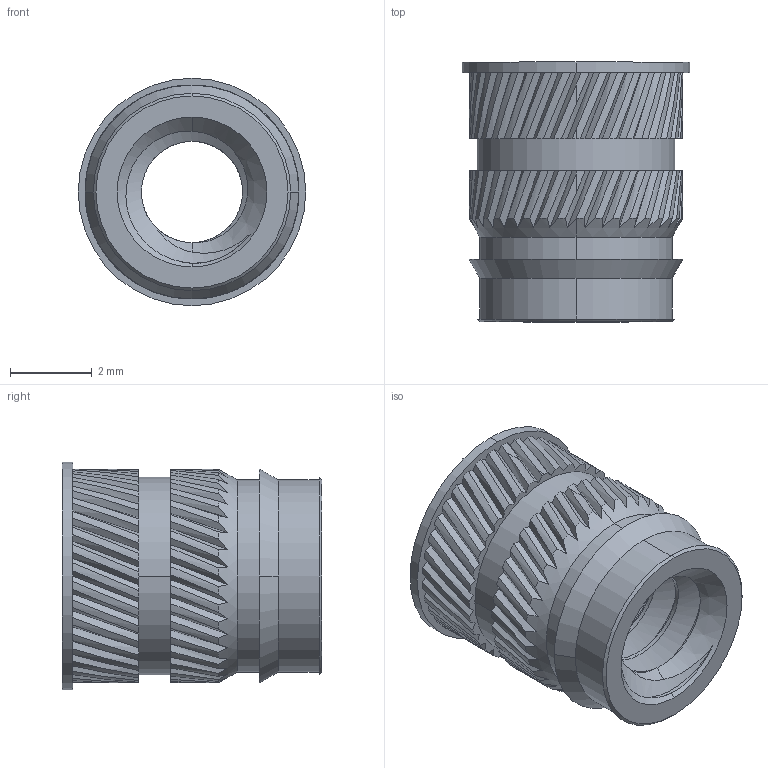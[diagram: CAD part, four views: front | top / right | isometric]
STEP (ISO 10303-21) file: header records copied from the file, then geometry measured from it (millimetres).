
FILE_DESCRIPTION (( 'STEP AP214' ), '1' );
FILE_NAME ('93365A132_HEAT-SET INSERTS FOR PLASTICS.step', '2021-02-21T00:26:04', ( '' ), ( '' ), 'SwSTEP 2.0', 'SolidWorks 2021', '' );
FILE_SCHEMA (( 'AUTOMOTIVE_DESIGN' ));
Length unit declared in the file: inch
Products named in the file (1): 93365A132_HEAT-SET INSERTS FOR PLASTICS
Bounding box: 5.56 x 6.35 x 5.56 mm (x, y, z)
Volume: 77.7 mm3; surface area: 253.7 mm2
Topology: 1 solids, 1 shells, 262 faces, 761 edges, 506 vertices
Faces by surface type: bspline 147, cylinder 97, cone 11, plane 7
Entity records: 12438 total; most frequent: CARTESIAN_POINT 7380, ORIENTED_EDGE 1522, EDGE_CURVE 761, DIRECTION 617, VERTEX_POINT 506, AXIS2_PLACEMENT_3D 291, EDGE_LOOP 269, ADVANCED_FACE 262
